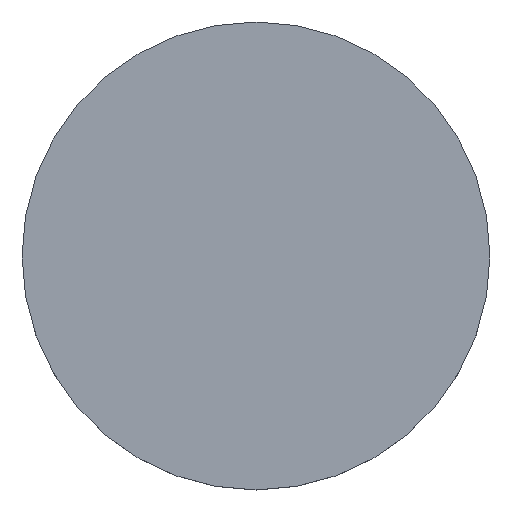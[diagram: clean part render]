
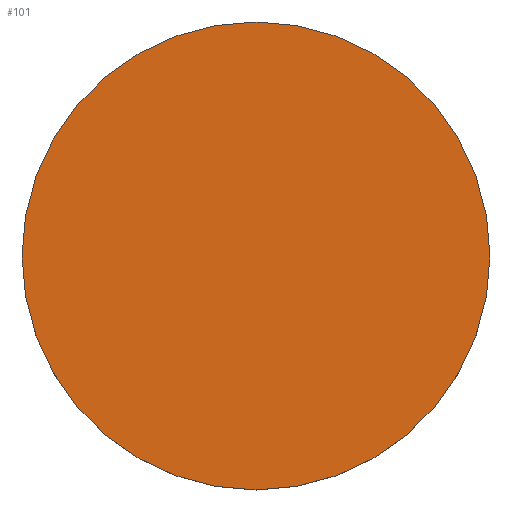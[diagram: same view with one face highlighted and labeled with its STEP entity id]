
A CAD part, top view. The second image highlights one B-rep face of the part: STEP entity #101.
In plain terms, the highlighted planar face has unit normal (0, 0, 1).
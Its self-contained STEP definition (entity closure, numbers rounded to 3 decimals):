
#2 = DIRECTION ( 'NONE',  ( 0., 0., 1. ) ) ;
#3 = CIRCLE ( 'NONE', #26, 19.05 ) ;
#12 = CIRCLE ( 'NONE', #230, 19.05 ) ;
#23 = ORIENTED_EDGE ( 'NONE', *, *, #186, .F. ) ;
#26 = AXIS2_PLACEMENT_3D ( 'NONE', #203, #166, #55 ) ;
#31 = AXIS2_PLACEMENT_3D ( 'NONE', #161, #2, #198 ) ;
#50 = DIRECTION ( 'NONE',  ( 0., 0., -1. ) ) ;
#55 = DIRECTION ( 'NONE',  ( 1., 0., 0. ) ) ;
#66 = PLANE ( 'NONE',  #31 ) ;
#74 = VERTEX_POINT ( 'NONE', #108 ) ;
#101 = ADVANCED_FACE ( 'NONE', ( #141 ), #66, .T. ) ;
#103 = EDGE_CURVE ( 'NONE', #74, #119, #12, .T. ) ;
#108 = CARTESIAN_POINT ( 'NONE',  ( 19.05, 0., 4. ) ) ;
#119 = VERTEX_POINT ( 'NONE', #179 ) ;
#141 = FACE_OUTER_BOUND ( 'NONE', #234, .T. ) ;
#147 = DIRECTION ( 'NONE',  ( 1., 0., 0. ) ) ;
#161 = CARTESIAN_POINT ( 'NONE',  ( 0., 39.066, 4. ) ) ;
#162 = CARTESIAN_POINT ( 'NONE',  ( 0., 0., 4. ) ) ;
#166 = DIRECTION ( 'NONE',  ( 0., 0., -1. ) ) ;
#174 = ORIENTED_EDGE ( 'NONE', *, *, #103, .F. ) ;
#179 = CARTESIAN_POINT ( 'NONE',  ( -19.05, 0., 4. ) ) ;
#186 = EDGE_CURVE ( 'NONE', #119, #74, #3, .T. ) ;
#198 = DIRECTION ( 'NONE',  ( 1., 0., 0. ) ) ;
#203 = CARTESIAN_POINT ( 'NONE',  ( 0., 0., 4. ) ) ;
#230 = AXIS2_PLACEMENT_3D ( 'NONE', #162, #50, #147 ) ;
#234 = EDGE_LOOP ( 'NONE', ( #174, #23 ) ) ;
